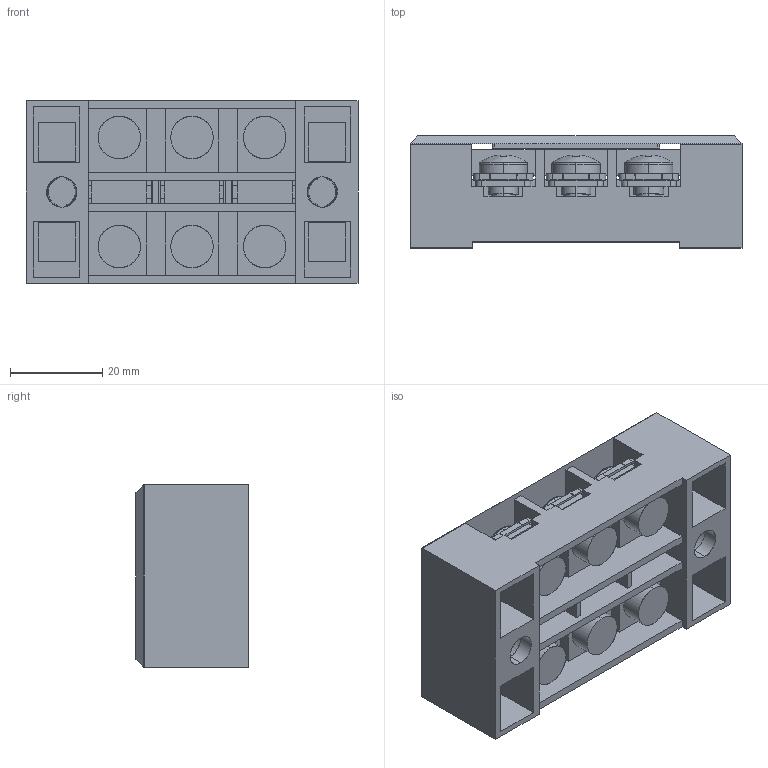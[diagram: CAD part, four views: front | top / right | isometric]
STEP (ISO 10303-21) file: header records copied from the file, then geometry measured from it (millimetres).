
FILE_DESCRIPTION(('FreeCAD Model'),'2;1');
FILE_NAME('Open CASCADE Shape Model','2025-04-17T14:01:57',('FreeCAD'),( 'FreeCAD'),'Open CASCADE STEP processor 7.6','FreeCAD','Unknown');
FILE_SCHEMA(('AUTOMOTIVE_DESIGN { 1 0 10303 214 1 1 1 1 }'));
Products named in the file (1): Open CASCADE STEP translator 7.6 1
Bounding box: 72.17 x 24.36 x 39.64 mm (x, y, z)
Surface area: 36677.2 mm2 (no closed solid volume)
Topology: 0 solids, 952 shells, 952 faces, 9642 edges, 9622 vertices
Faces by surface type: bspline 952
Entity records: 90636 total; most frequent: CARTESIAN_POINT 47351, ORIENTED_EDGE 9622, EDGE_CURVE 9622, VERTEX_POINT 9622, B_SPLINE_CURVE_WITH_KNOTS 8844, FACE_BOUND 1032, EDGE_LOOP 1032, SHELL_BASED_SURFACE_MODEL 952
